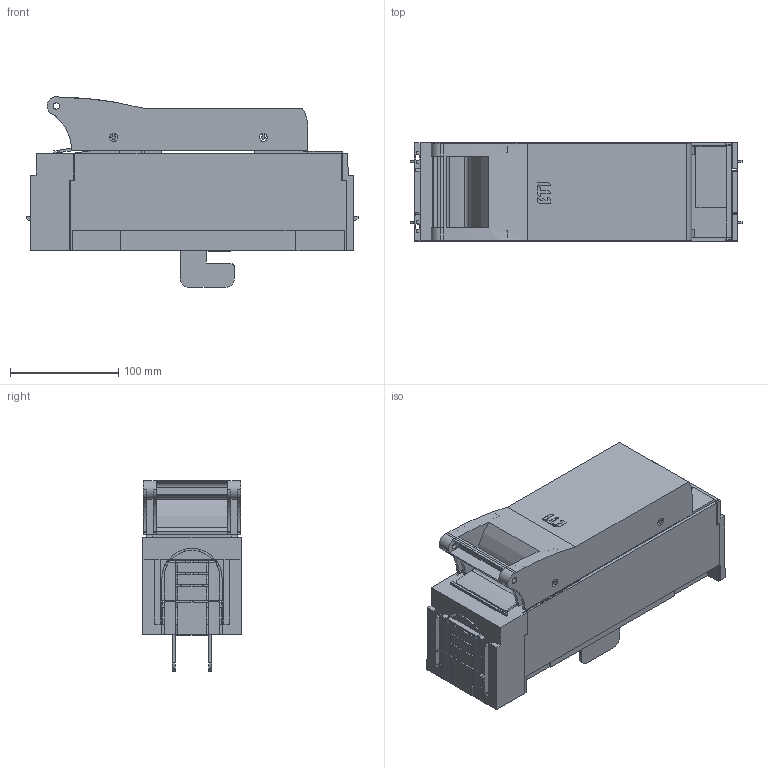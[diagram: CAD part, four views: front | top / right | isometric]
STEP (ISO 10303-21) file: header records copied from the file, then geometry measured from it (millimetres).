
FILE_DESCRIPTION((''),'2;1');
FILE_NAME('KVL-B-3_1P_M10_ASM','2021-04-16T',('marketing.praksa'),('Audax d.o.o.'),'CREO PARAMETRIC BY PTC INC, 2017480','CREO PARAMETRIC BY PTC INC, 2017480','');
FILE_SCHEMA(('AUTOMOTIVE_DESIGN { 1 0 10303 214 1 1 1 1 }'));
Length unit declared in the file: millimetre
Products named in the file (16): 158684_L_NH-KONTAKT__GR_3___KET; 34242_L_KETO_SCHUTZABDECKUNG_UN; 60571_SOND-GWD-STIFT-DIN915-M_1; 61208_L_SCHEIBE_1_1; 158226_KLEMMBUEGEL_1_1; 60185_L_SETZMUTTER_M12_1_1; 802977_L_KLEMMBUEGEL_SK123-T__1_ASM; 34241_L_KETO-SCHUTZABDECKUNG_OB; 158641_01_L_ANSCHLUSSLASCHE_GR_; 66905_SPANNSCHEIBE_DIN_6796_12_; 34240_01_L_TRENNERGEHAEUSE_KETO; 68290_SECHSKANTSCHRAUBE_M12X25_; 158650_01_L_ANSCHLUSSSCHIENE_KE; PRT0130; PRT8781; KVL-B-3_1P_M10_ASM
Assembly tree (16 placements, depth 3):
  KVL-B-3_1P_M10_ASM
    158684_L_NH-KONTAKT__GR_3___KET  x2
    34242_L_KETO_SCHUTZABDECKUNG_UN
    802977_L_KLEMMBUEGEL_SK123-T__1_ASM
      60571_SOND-GWD-STIFT-DIN915-M_1
      61208_L_SCHEIBE_1_1
      158226_KLEMMBUEGEL_1_1
      60185_L_SETZMUTTER_M12_1_1
    34241_L_KETO-SCHUTZABDECKUNG_OB
    158641_01_L_ANSCHLUSSLASCHE_GR_
    66905_SPANNSCHEIBE_DIN_6796_12_
    34240_01_L_TRENNERGEHAEUSE_KETO
    68290_SECHSKANTSCHRAUBE_M12X25_
    158650_01_L_ANSCHLUSSSCHIENE_KE
    PRT0130
    PRT8781
Bounding box: 306.48 x 90.75 x 175.8 mm (x, y, z)
Volume: 1307471.8 mm3; surface area: 480049.1 mm2
Topology: 17 solids, 17 shells, 1173 faces, 3437 edges, 2291 vertices
Faces by surface type: plane 861, cylinder 277, cone 29, extrusion 4, torus 2
Entity records: 57385 total; most frequent: CARTESIAN_POINT 7100, ORIENTED_EDGE 6698, DIRECTION 6215, PRESENTATION_STYLE_ASSIGNMENT 4510, STYLED_ITEM 4510, CURVE_STYLE 3351, EDGE_CURVE 3349, VECTOR 2679
